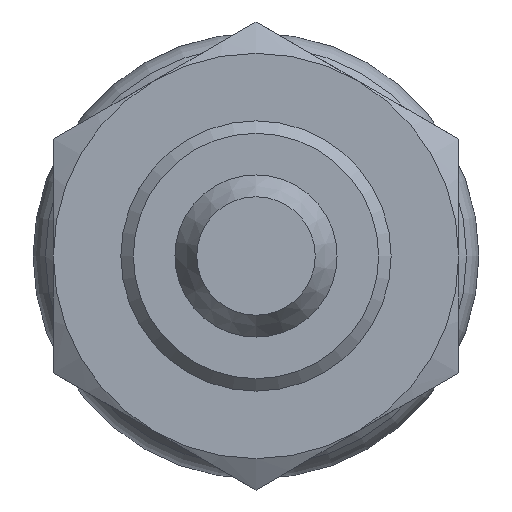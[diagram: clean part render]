
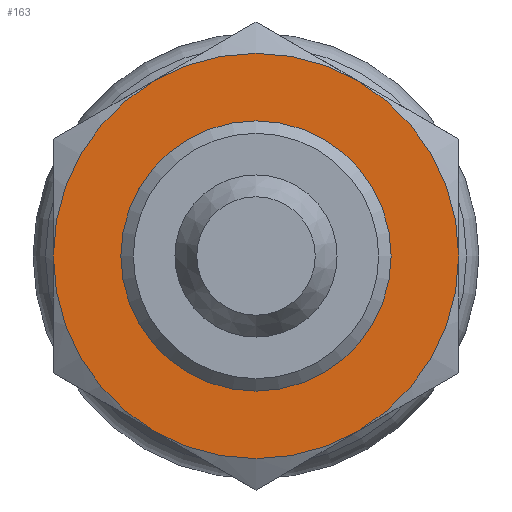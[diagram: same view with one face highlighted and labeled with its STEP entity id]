
A CAD part, front view. The second image highlights one B-rep face of the part: STEP entity #163.
In plain terms, the highlighted planar face has unit normal (0, -1, 0).
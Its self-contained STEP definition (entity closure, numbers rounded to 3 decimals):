
#163 = ADVANCED_FACE( '', ( #338, #339 ), #340, .F. );
#338 = FACE_BOUND( '', #508, .T. );
#339 = FACE_OUTER_BOUND( '', #509, .T. );
#340 = PLANE( '', #510 );
#508 = EDGE_LOOP( '', ( #869 ) );
#509 = EDGE_LOOP( '', ( #870, #871, #872, #873, #874, #875 ) );
#510 = AXIS2_PLACEMENT_3D( '', #876, #877, #878 );
#869 = ORIENTED_EDGE( '', *, *, #994, .F. );
#870 = ORIENTED_EDGE( '', *, *, #1038, .T. );
#871 = ORIENTED_EDGE( '', *, *, #1033, .T. );
#872 = ORIENTED_EDGE( '', *, *, #918, .T. );
#873 = ORIENTED_EDGE( '', *, *, #1015, .T. );
#874 = ORIENTED_EDGE( '', *, *, #978, .T. );
#875 = ORIENTED_EDGE( '', *, *, #939, .T. );
#876 = CARTESIAN_POINT( '', ( 15., -26., 0. ) );
#877 = DIRECTION( '', ( 0., 1., 0. ) );
#878 = DIRECTION( '', ( 0., 0., 1. ) );
#918 = EDGE_CURVE( '', #1063, #1069, #1071, .T. );
#939 = EDGE_CURVE( '', #1107, #1104, #1108, .T. );
#978 = EDGE_CURVE( '', #1165, #1107, #1166, .T. );
#994 = EDGE_CURVE( '', #1189, #1189, #1190, .F. );
#1015 = EDGE_CURVE( '', #1069, #1165, #1216, .T. );
#1033 = EDGE_CURVE( '', #1183, #1063, #1238, .T. );
#1038 = EDGE_CURVE( '', #1104, #1183, #1243, .T. );
#1063 = VERTEX_POINT( '', #1281 );
#1069 = VERTEX_POINT( '', #1300 );
#1071 = CIRCLE( '', #1309, 15. );
#1104 = VERTEX_POINT( '', #1344 );
#1107 = VERTEX_POINT( '', #1354 );
#1108 = CIRCLE( '', #1355, 15. );
#1165 = VERTEX_POINT( '', #1440 );
#1166 = CIRCLE( '', #1441, 15. );
#1183 = VERTEX_POINT( '', #1486 );
#1189 = VERTEX_POINT( '', #1507 );
#1190 = CIRCLE( '', #1508, 10. );
#1216 = CIRCLE( '', #1569, 15. );
#1238 = CIRCLE( '', #1613, 15. );
#1243 = CIRCLE( '', #1630, 15. );
#1281 = CARTESIAN_POINT( '', ( 7.5, -26., 12.99 ) );
#1300 = CARTESIAN_POINT( '', ( -7.5, -26., 12.99 ) );
#1309 = AXIS2_PLACEMENT_3D( '', #1658, #1659, #1660 );
#1344 = CARTESIAN_POINT( '', ( 7.5, -26., -12.99 ) );
#1354 = CARTESIAN_POINT( '', ( -7.5, -26., -12.99 ) );
#1355 = AXIS2_PLACEMENT_3D( '', #1696, #1697, #1698 );
#1440 = CARTESIAN_POINT( '', ( -15., -26., 0. ) );
#1441 = AXIS2_PLACEMENT_3D( '', #1745, #1746, #1747 );
#1486 = CARTESIAN_POINT( '', ( 15., -26., 0. ) );
#1507 = CARTESIAN_POINT( '', ( 0., -26., 10. ) );
#1508 = AXIS2_PLACEMENT_3D( '', #1758, #1759, #1760 );
#1569 = AXIS2_PLACEMENT_3D( '', #1769, #1770, #1771 );
#1613 = AXIS2_PLACEMENT_3D( '', #1790, #1791, #1792 );
#1630 = AXIS2_PLACEMENT_3D( '', #1793, #1794, #1795 );
#1658 = CARTESIAN_POINT( '', ( 0., -26., 0. ) );
#1659 = DIRECTION( '', ( 0., -1., 0. ) );
#1660 = DIRECTION( '', ( 0., 0., -1. ) );
#1696 = CARTESIAN_POINT( '', ( 0., -26., 0. ) );
#1697 = DIRECTION( '', ( 0., -1., 0. ) );
#1698 = DIRECTION( '', ( 0., 0., -1. ) );
#1745 = CARTESIAN_POINT( '', ( 0., -26., 0. ) );
#1746 = DIRECTION( '', ( 0., -1., 0. ) );
#1747 = DIRECTION( '', ( 0., 0., -1. ) );
#1758 = CARTESIAN_POINT( '', ( 0., -26., 0. ) );
#1759 = DIRECTION( '', ( 0., 1., 0. ) );
#1760 = DIRECTION( '', ( 0., 0., 1. ) );
#1769 = CARTESIAN_POINT( '', ( 0., -26., 0. ) );
#1770 = DIRECTION( '', ( 0., -1., 0. ) );
#1771 = DIRECTION( '', ( 0., 0., -1. ) );
#1790 = CARTESIAN_POINT( '', ( 0., -26., 0. ) );
#1791 = DIRECTION( '', ( 0., -1., 0. ) );
#1792 = DIRECTION( '', ( 0., 0., -1. ) );
#1793 = CARTESIAN_POINT( '', ( 0., -26., 0. ) );
#1794 = DIRECTION( '', ( 0., -1., 0. ) );
#1795 = DIRECTION( '', ( 0., 0., -1. ) );
